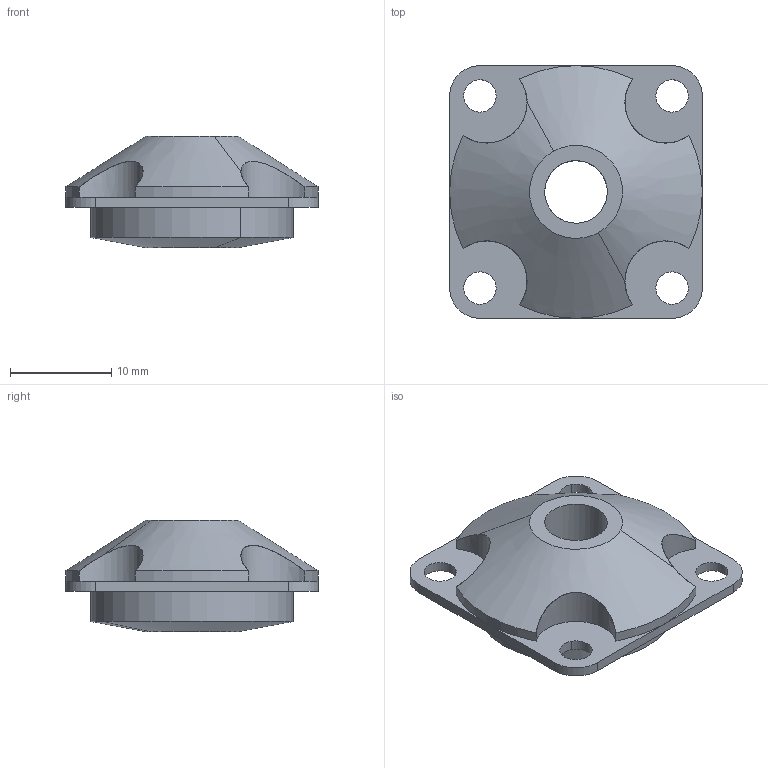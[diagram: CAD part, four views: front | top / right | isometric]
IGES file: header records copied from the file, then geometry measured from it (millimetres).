
Start section: START RECORD GO HERE.
Global section: file name: 3D-IEX-531201-00-SUPPORT SC 000.igs; native system: 44HIBM CATIA IGES - CATIA Version 5 Release 17; preprocessor: CATIA Version 5 Release 17 ; author: A0H03062; organization: LEV3; date: 20090806.090146; units: millimetre
Bounding box: 25 x 25 x 11 mm (x, y, z)
Surface area: 1874.5 mm2 (no closed solid volume)
Topology: 0 solids, 0 shells, 45 faces, 232 edges, 232 vertices
Faces by surface type: revolution 34, plane 11
